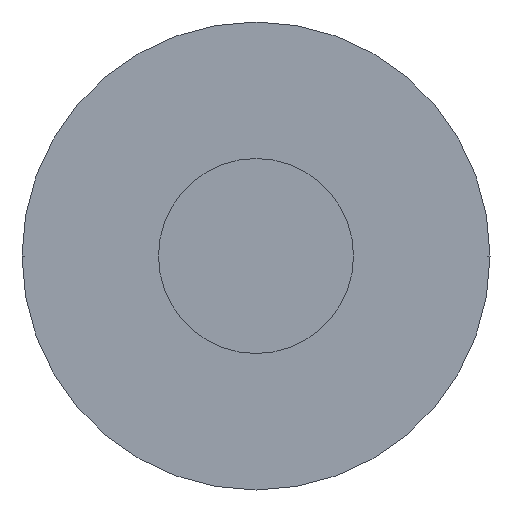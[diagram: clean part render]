
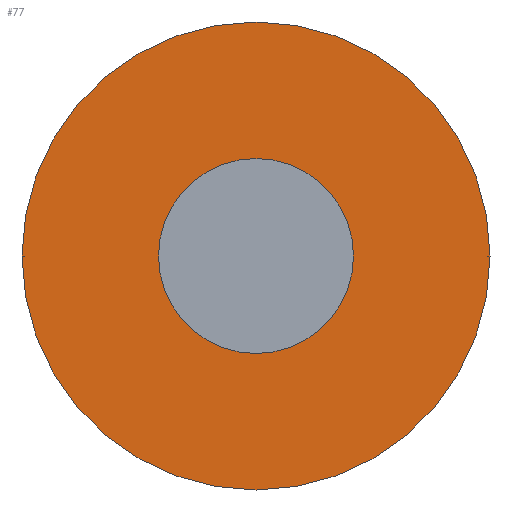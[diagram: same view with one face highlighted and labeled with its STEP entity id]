
A CAD part, front view. The second image highlights one B-rep face of the part: STEP entity #77.
In plain terms, the highlighted planar face has unit normal (0, -1, 0).
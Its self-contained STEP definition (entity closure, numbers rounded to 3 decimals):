
#1=CARTESIAN_POINT('POINT1',(7.62,15.24,0.));
#2=VERTEX_POINT('VERTEX1',#1);
#3=CARTESIAN_POINT('POINT2',(-7.62,15.24,
   0.));
#4=VERTEX_POINT('VERTEX2',#3);
#5=CARTESIAN_POINT('POS1',(0.,15.24,0.));
#6=DIRECTION('DIR1',(0.,1.,0.));
#7=DIRECTION('DIR2',(0.,0.,-1.));
#8=AXIS2_PLACEMENT_3D('AXIS1',#5,#6,#7);
#9=CIRCLE('ELLIPSE1',#8,7.62);
#10=EDGE_CURVE('EDGE1',#2,#4,#9,.T.);
#37=CARTESIAN_POINT('POS5',(0.,15.24,0.));
#38=DIRECTION('DIR9',(0.,1.,0.));
#39=DIRECTION('DIR10',(0.,0.,-1.));
#40=AXIS2_PLACEMENT_3D('AXIS5',#37,#38,#39);
#41=CIRCLE('ELLIPSE4',#40,7.62);
#42=EDGE_CURVE('EDGE4',#2,#4,#41,.F.);
#48=ORIENTED_EDGE('COEDGE7',*,*,#42,.T.);
#49=ORIENTED_EDGE('COEDGE8',*,*,#10,.F.);
#50=EDGE_LOOP('NONE',(#48,#49));
#51=FACE_BOUND('LOOP1',#50,.T.);
#52=CARTESIAN_POINT('POINT4',(3.175,15.24,0.));
#53=VERTEX_POINT('VERTEX4',#52);
#54=CARTESIAN_POINT('POINT5',(-3.175,15.24,0.));
#55=VERTEX_POINT('VERTEX5',#54);
#56=CARTESIAN_POINT('POS6',(0.,15.24,0.));
#57=DIRECTION('DIR11',(0.,-1.,0.));
#58=DIRECTION('DIR12',(1.,0.,0.));
#59=AXIS2_PLACEMENT_3D('AXIS6',#56,#57,#58);
#60=CIRCLE('ELLIPSE5',#59,3.175);
#61=EDGE_CURVE('EDGE5',#53,#55,#60,.F.);
#62=ORIENTED_EDGE('COEDGE9',*,*,#61,.T.);
#63=CARTESIAN_POINT('POS7',(0.,15.24,0.));
#64=DIRECTION('DIR13',(0.,1.,0.));
#65=DIRECTION('DIR14',(1.,0.,0.));
#66=AXIS2_PLACEMENT_3D('AXIS7',#63,#64,#65);
#67=CIRCLE('ELLIPSE6',#66,3.175);
#68=EDGE_CURVE('EDGE6',#53,#55,#67,.F.);
#69=ORIENTED_EDGE('COEDGE10',*,*,#68,.F.);
#70=EDGE_LOOP('NONE',(#62,#69));
#71=FACE_BOUND('LOOP1',#70,.T.);
#72=CARTESIAN_POINT('POS8',(0.,15.24,0.));
#73=DIRECTION('DIR15',(0.,1.,0.));
#74=DIRECTION('DIR16',(1.,0.,0.));
#75=AXIS2_PLACEMENT_3D('AXIS8',#72,#73,#74);
#76=PLANE('PLANE1',#75);
#77=ADVANCED_FACE('FACE3',(#51,#71),#76,.F.);
